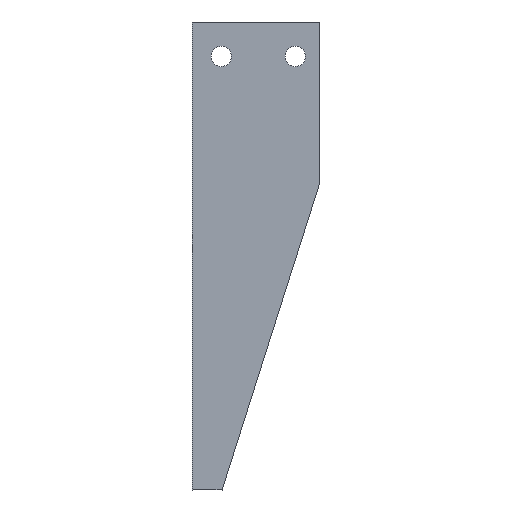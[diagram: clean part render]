
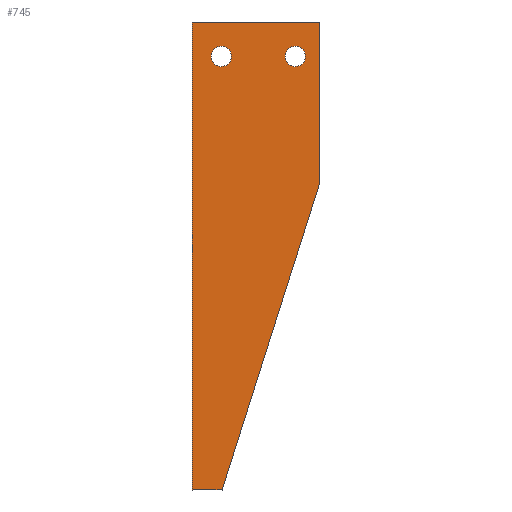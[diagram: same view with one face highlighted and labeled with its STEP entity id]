
A CAD part, left-side view. The second image highlights one B-rep face of the part: STEP entity #745.
In plain terms, the highlighted planar face has unit normal (-1, 0, 0).
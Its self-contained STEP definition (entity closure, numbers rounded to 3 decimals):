
#24=FACE_BOUND('',#95,.T.);
#25=FACE_BOUND('',#96,.T.);
#38=CIRCLE('',#805,4.1);
#39=CIRCLE('',#806,4.1);
#58=FACE_OUTER_BOUND('',#94,.T.);
#94=EDGE_LOOP('',(#478,#479,#480,#481,#482,#483,#484));
#95=EDGE_LOOP('',(#485));
#96=EDGE_LOOP('',(#486));
#144=LINE('',#1060,#226);
#145=LINE('',#1062,#227);
#146=LINE('',#1064,#228);
#147=LINE('',#1066,#229);
#148=LINE('',#1068,#230);
#149=LINE('',#1070,#231);
#150=LINE('',#1071,#232);
#226=VECTOR('',#864,10.);
#227=VECTOR('',#865,10.);
#228=VECTOR('',#866,10.);
#229=VECTOR('',#867,10.);
#230=VECTOR('',#868,10.);
#231=VECTOR('',#869,10.);
#232=VECTOR('',#870,10.);
#308=VERTEX_POINT('',#1058);
#309=VERTEX_POINT('',#1059);
#310=VERTEX_POINT('',#1061);
#311=VERTEX_POINT('',#1063);
#312=VERTEX_POINT('',#1065);
#313=VERTEX_POINT('',#1067);
#314=VERTEX_POINT('',#1069);
#315=VERTEX_POINT('',#1072);
#316=VERTEX_POINT('',#1074);
#376=EDGE_CURVE('',#308,#309,#144,.T.);
#377=EDGE_CURVE('',#308,#310,#145,.T.);
#378=EDGE_CURVE('',#311,#310,#146,.T.);
#379=EDGE_CURVE('',#311,#312,#147,.T.);
#380=EDGE_CURVE('',#312,#313,#148,.T.);
#381=EDGE_CURVE('',#313,#314,#149,.T.);
#382=EDGE_CURVE('',#309,#314,#150,.T.);
#383=EDGE_CURVE('',#315,#315,#38,.T.);
#384=EDGE_CURVE('',#316,#316,#39,.T.);
#478=ORIENTED_EDGE('',*,*,#376,.F.);
#479=ORIENTED_EDGE('',*,*,#377,.T.);
#480=ORIENTED_EDGE('',*,*,#378,.F.);
#481=ORIENTED_EDGE('',*,*,#379,.T.);
#482=ORIENTED_EDGE('',*,*,#380,.T.);
#483=ORIENTED_EDGE('',*,*,#381,.T.);
#484=ORIENTED_EDGE('',*,*,#382,.F.);
#485=ORIENTED_EDGE('',*,*,#383,.T.);
#486=ORIENTED_EDGE('',*,*,#384,.T.);
#682=PLANE('',#804);
#745=ADVANCED_FACE('',(#58,#24,#25),#682,.T.);
#804=AXIS2_PLACEMENT_3D('',#1057,#862,#863);
#805=AXIS2_PLACEMENT_3D('',#1073,#871,#872);
#806=AXIS2_PLACEMENT_3D('',#1075,#873,#874);
#862=DIRECTION('center_axis',(-1.,0.,0.));
#863=DIRECTION('ref_axis',(0.,0.,1.));
#864=DIRECTION('',(0.,1.,0.));
#865=DIRECTION('',(0.,-0.303,0.953));
#866=DIRECTION('',(0.,0.,-1.));
#867=DIRECTION('',(0.,1.,0.));
#868=DIRECTION('',(0.,1.,0.));
#869=DIRECTION('',(0.,0.,-1.));
#870=DIRECTION('',(0.,1.,0.));
#871=DIRECTION('center_axis',(1.,0.,0.));
#872=DIRECTION('ref_axis',(0.,1.,0.));
#873=DIRECTION('center_axis',(1.,0.,0.));
#874=DIRECTION('ref_axis',(0.,1.,0.));
#1057=CARTESIAN_POINT('Origin',(-82.3,15.393,-95.));
#1058=CARTESIAN_POINT('',(-82.3,-10.724,-190.));
#1059=CARTESIAN_POINT('',(-82.3,-1.5,-190.));
#1060=CARTESIAN_POINT('',(-82.3,-50.407,-190.));
#1061=CARTESIAN_POINT('',(-82.3,-50.407,-65.));
#1062=CARTESIAN_POINT('',(-82.3,-24.335,-147.128));
#1063=CARTESIAN_POINT('',(-82.3,-50.407,0.));
#1064=CARTESIAN_POINT('',(-82.3,-50.407,0.));
#1065=CARTESIAN_POINT('',(-82.3,-1.5,0.));
#1066=CARTESIAN_POINT('',(-82.3,6.946,0.));
#1067=CARTESIAN_POINT('',(-82.3,1.5,0.));
#1068=CARTESIAN_POINT('',(-82.3,6.946,0.));
#1069=CARTESIAN_POINT('',(-82.3,1.5,-190.));
#1070=CARTESIAN_POINT('',(-82.3,1.5,-95.));
#1071=CARTESIAN_POINT('',(-82.3,9.759,-190.));
#1072=CARTESIAN_POINT('',(-82.3,-14.507,-14.));
#1073=CARTESIAN_POINT('Origin',(-82.3,-10.407,-14.));
#1074=CARTESIAN_POINT('',(-82.3,-44.507,-14.));
#1075=CARTESIAN_POINT('Origin',(-82.3,-40.407,-14.));
